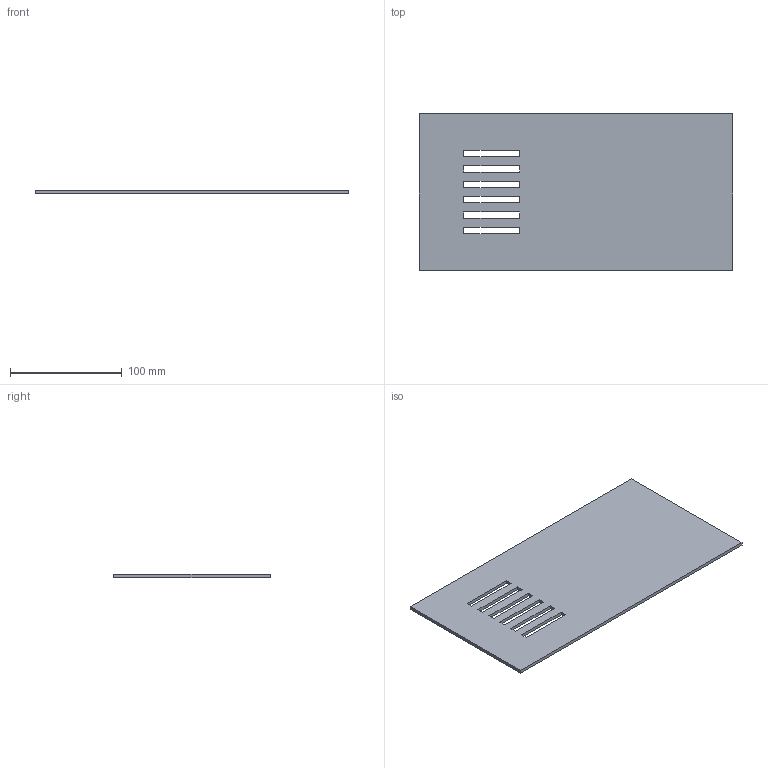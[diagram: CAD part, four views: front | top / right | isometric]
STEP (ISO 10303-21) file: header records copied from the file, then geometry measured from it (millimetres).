
FILE_DESCRIPTION(/* description */ (''),/* implementation_level */ '2;1');
FILE_NAME(/* name */ 'Floor.step',/* time_stamp */ '2025-11-19T20:37:22-08:00',/* author */ (''),/* organization */ (''),/* preprocessor_version */ 'ST-DEVELOPER v20.1',/* originating_system */ 'Autodesk Translation Framework v14.21.0.0',/* authorisation */ '');
FILE_SCHEMA (('AUTOMOTIVE_DESIGN { 1 0 10303 214 3 1 1 }'));
Length unit declared in the file: millimetre
Products named in the file (1): Floor
Bounding box: 280.52 x 140 x 3 mm (x, y, z)
Volume: 112570.8 mm3; surface area: 79580.3 mm2
Topology: 1 solids, 1 shells, 30 faces, 84 edges, 56 vertices
Faces by surface type: plane 30
Entity records: 1005 total; most frequent: CARTESIAN_POINT 171, ORIENTED_EDGE 168, DIRECTION 146, LINE 84, VECTOR 84, EDGE_CURVE 84, VERTEX_POINT 56, EDGE_LOOP 42
